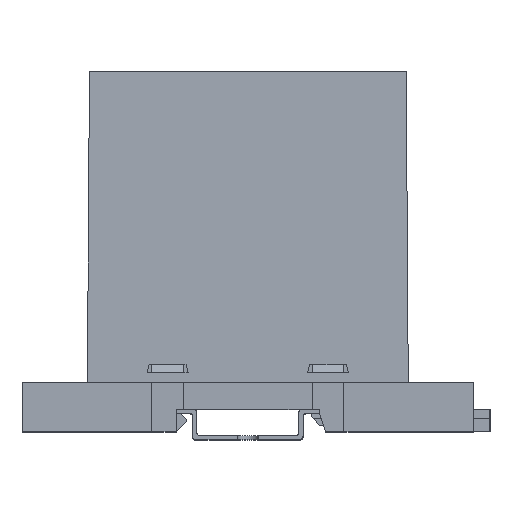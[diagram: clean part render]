
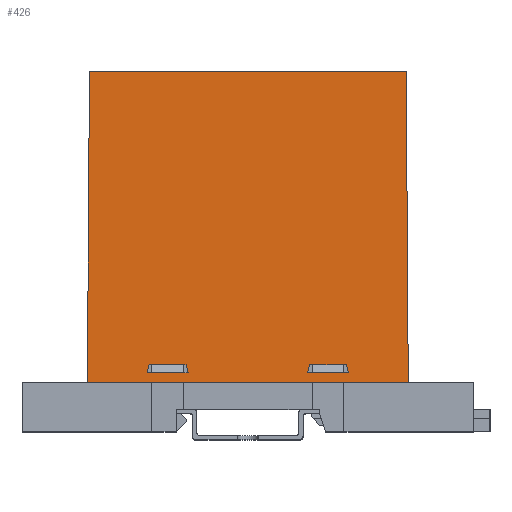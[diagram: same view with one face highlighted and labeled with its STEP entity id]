
A CAD part, top view. The second image highlights one B-rep face of the part: STEP entity #426.
In plain terms, the highlighted planar face has unit normal (0, 0.007, 1).
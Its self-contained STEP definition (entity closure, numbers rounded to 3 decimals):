
#334 = EDGE_CURVE ( 'NONE', #9462, #19118, #16798, .T. ) ;
#377 = CARTESIAN_POINT ( 'NONE',  ( 13.875, 2.3, 29.985 ) ) ;
#426 = ADVANCED_FACE ( 'NONE', ( #1986, #5763, #6767 ), #17178, .F. ) ;
#646 = ORIENTED_EDGE ( 'NONE', *, *, #899, .T. ) ;
#899 = EDGE_CURVE ( 'NONE', #10954, #9462, #8512, .T. ) ;
#981 = VECTOR ( 'NONE', #2758, 1000. ) ;
#1986 = FACE_BOUND ( 'NONE', #3276, .T. ) ;
#2610 = DIRECTION ( 'NONE',  ( 1., 0., 0. ) ) ;
#2642 = ORIENTED_EDGE ( 'NONE', *, *, #13792, .T. ) ;
#2758 = DIRECTION ( 'NONE',  ( 1., 0., 0. ) ) ;
#3276 = EDGE_LOOP ( 'NONE', ( #4764, #16152, #7482, #8657 ) ) ;
#3592 = EDGE_CURVE ( 'NONE', #20660, #10954, #4645, .T. ) ;
#4034 = DIRECTION ( 'NONE',  ( 0.243, 0.97, -0.006 ) ) ;
#4112 = CARTESIAN_POINT ( 'NONE',  ( -40., 0., 30. ) ) ;
#4201 = CARTESIAN_POINT ( 'NONE',  ( -39.5, 76., 29.5 ) ) ;
#4444 = VECTOR ( 'NONE', #19301, 1000. ) ;
#4645 = LINE ( 'NONE', #20453, #16916 ) ;
#4764 = ORIENTED_EDGE ( 'NONE', *, *, #14691, .T. ) ;
#4808 = CARTESIAN_POINT ( 'NONE',  ( -15.375, 2.3, 29.985 ) ) ;
#5003 = EDGE_CURVE ( 'NONE', #13446, #6494, #13919, .T. ) ;
#5023 = CARTESIAN_POINT ( 'NONE',  ( 23.875, 2.3, 29.985 ) ) ;
#5105 = VECTOR ( 'NONE', #13367, 1000. ) ;
#5587 = CARTESIAN_POINT ( 'NONE',  ( -40., 2.3, 29.985 ) ) ;
#5763 = FACE_BOUND ( 'NONE', #15676, .T. ) ;
#6218 = VECTOR ( 'NONE', #20676, 1000. ) ;
#6255 = LINE ( 'NONE', #15071, #19512 ) ;
#6494 = VERTEX_POINT ( 'NONE', #17519 ) ;
#6586 = ORIENTED_EDGE ( 'NONE', *, *, #10744, .T. ) ;
#6767 = FACE_OUTER_BOUND ( 'NONE', #14172, .T. ) ;
#7180 = CARTESIAN_POINT ( 'NONE',  ( 2.777, 86.694, 29.43 ) ) ;
#7436 = VERTEX_POINT ( 'NONE', #9119 ) ;
#7482 = ORIENTED_EDGE ( 'NONE', *, *, #5003, .T. ) ;
#8512 = LINE ( 'NONE', #7180, #9009 ) ;
#8657 = ORIENTED_EDGE ( 'NONE', *, *, #15371, .T. ) ;
#8667 = CARTESIAN_POINT ( 'NONE',  ( -40., 0., 30. ) ) ;
#8704 = ORIENTED_EDGE ( 'NONE', *, *, #14689, .F. ) ;
#8779 = DIRECTION ( 'NONE',  ( 0.243, 0.97, -0.006 ) ) ;
#9009 = VECTOR ( 'NONE', #18243, 1000. ) ;
#9119 = CARTESIAN_POINT ( 'NONE',  ( 38., 76., 29.5 ) ) ;
#9462 = VERTEX_POINT ( 'NONE', #5023 ) ;
#9588 = CARTESIAN_POINT ( 'NONE',  ( -34.165, 77.459, 29.49 ) ) ;
#10277 = CARTESIAN_POINT ( 'NONE',  ( 37.997, 76.513, 29.497 ) ) ;
#10286 = DIRECTION ( 'NONE',  ( -1., 0., 0. ) ) ;
#10744 = EDGE_CURVE ( 'NONE', #13302, #7436, #13406, .T. ) ;
#10758 = VERTEX_POINT ( 'NONE', #8667 ) ;
#10809 = CARTESIAN_POINT ( 'NONE',  ( -40., 4.3, 29.972 ) ) ;
#10907 = VECTOR ( 'NONE', #13619, 1000. ) ;
#10940 = LINE ( 'NONE', #9588, #4444 ) ;
#10954 = VERTEX_POINT ( 'NONE', #18970 ) ;
#11041 = DIRECTION ( 'NONE',  ( 1., 0., 0. ) ) ;
#11042 = LINE ( 'NONE', #4112, #981 ) ;
#11748 = VECTOR ( 'NONE', #11041, 1000. ) ;
#11793 = CARTESIAN_POINT ( 'NONE',  ( -25.375, 2.3, 29.985 ) ) ;
#11972 = ORIENTED_EDGE ( 'NONE', *, *, #3592, .T. ) ;
#12360 = EDGE_CURVE ( 'NONE', #17874, #13446, #19595, .T. ) ;
#12621 = VECTOR ( 'NONE', #19263, 1000. ) ;
#13302 = VERTEX_POINT ( 'NONE', #16459 ) ;
#13367 = DIRECTION ( 'NONE',  ( -0.007, 1., -0.007 ) ) ;
#13403 = EDGE_CURVE ( 'NONE', #10758, #13302, #11042, .T. ) ;
#13406 = LINE ( 'NONE', #10277, #5105 ) ;
#13446 = VERTEX_POINT ( 'NONE', #13969 ) ;
#13619 = DIRECTION ( 'NONE',  ( 1., 0., 0. ) ) ;
#13719 = CARTESIAN_POINT ( 'NONE',  ( -40., 76., 29.5 ) ) ;
#13781 = DIRECTION ( 'NONE',  ( 0., 1., -0.007 ) ) ;
#13792 = EDGE_CURVE ( 'NONE', #19118, #20660, #6255, .T. ) ;
#13919 = LINE ( 'NONE', #10809, #10907 ) ;
#13969 = CARTESIAN_POINT ( 'NONE',  ( -24.875, 4.3, 29.972 ) ) ;
#14172 = EDGE_LOOP ( 'NONE', ( #20251, #6586, #8704, #18619 ) ) ;
#14689 = EDGE_CURVE ( 'NONE', #17047, #7436, #17472, .T. ) ;
#14691 = EDGE_CURVE ( 'NONE', #15831, #17874, #15738, .T. ) ;
#14833 = LINE ( 'NONE', #19187, #12621 ) ;
#15071 = CARTESIAN_POINT ( 'NONE',  ( 28.047, 58.989, 29.612 ) ) ;
#15349 = CARTESIAN_POINT ( 'NONE',  ( -8.894, 68.224, 29.551 ) ) ;
#15371 = EDGE_CURVE ( 'NONE', #6494, #15831, #10940, .T. ) ;
#15676 = EDGE_LOOP ( 'NONE', ( #18771, #2642, #11972, #646 ) ) ;
#15738 = LINE ( 'NONE', #15797, #6218 ) ;
#15797 = CARTESIAN_POINT ( 'NONE',  ( -40., 2.3, 29.985 ) ) ;
#15831 = VERTEX_POINT ( 'NONE', #4808 ) ;
#16152 = ORIENTED_EDGE ( 'NONE', *, *, #12360, .T. ) ;
#16346 = AXIS2_PLACEMENT_3D ( 'NONE', #13719, #17112, #13781 ) ;
#16459 = CARTESIAN_POINT ( 'NONE',  ( 38.5, 0., 30. ) ) ;
#16798 = LINE ( 'NONE', #5587, #18300 ) ;
#16916 = VECTOR ( 'NONE', #2610, 1000. ) ;
#17047 = VERTEX_POINT ( 'NONE', #4201 ) ;
#17112 = DIRECTION ( 'NONE',  ( 0., -0.007, -1. ) ) ;
#17178 = PLANE ( 'NONE',  #16346 ) ;
#17472 = LINE ( 'NONE', #20604, #11748 ) ;
#17519 = CARTESIAN_POINT ( 'NONE',  ( -15.875, 4.3, 29.972 ) ) ;
#17744 = EDGE_CURVE ( 'NONE', #17047, #10758, #14833, .T. ) ;
#17874 = VERTEX_POINT ( 'NONE', #11793 ) ;
#18212 = CARTESIAN_POINT ( 'NONE',  ( 14.375, 4.3, 29.972 ) ) ;
#18243 = DIRECTION ( 'NONE',  ( 0.243, -0.97, 0.006 ) ) ;
#18300 = VECTOR ( 'NONE', #10286, 1000. ) ;
#18619 = ORIENTED_EDGE ( 'NONE', *, *, #17744, .T. ) ;
#18771 = ORIENTED_EDGE ( 'NONE', *, *, #334, .T. ) ;
#18970 = CARTESIAN_POINT ( 'NONE',  ( 23.375, 4.3, 29.972 ) ) ;
#19118 = VERTEX_POINT ( 'NONE', #377 ) ;
#19187 = CARTESIAN_POINT ( 'NONE',  ( -39.5, 75.997, 29.5 ) ) ;
#19263 = DIRECTION ( 'NONE',  ( -0.007, -1., 0.007 ) ) ;
#19301 = DIRECTION ( 'NONE',  ( 0.243, -0.97, 0.006 ) ) ;
#19343 = VECTOR ( 'NONE', #4034, 1000. ) ;
#19512 = VECTOR ( 'NONE', #8779, 1000. ) ;
#19595 = LINE ( 'NONE', #15349, #19343 ) ;
#20251 = ORIENTED_EDGE ( 'NONE', *, *, #13403, .T. ) ;
#20453 = CARTESIAN_POINT ( 'NONE',  ( -40., 4.3, 29.972 ) ) ;
#20604 = CARTESIAN_POINT ( 'NONE',  ( -40., 76., 29.5 ) ) ;
#20660 = VERTEX_POINT ( 'NONE', #18212 ) ;
#20676 = DIRECTION ( 'NONE',  ( -1., 0., 0. ) ) ;
